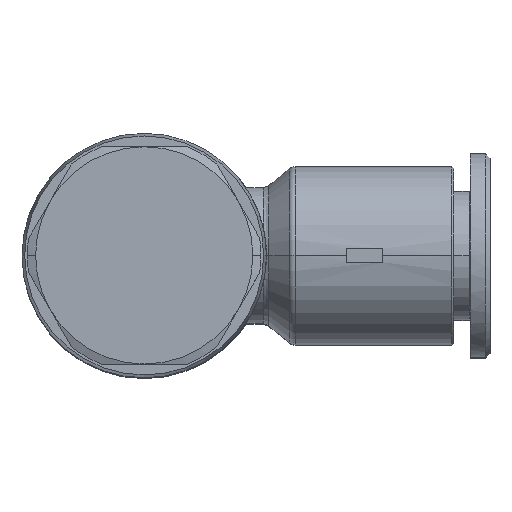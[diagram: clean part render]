
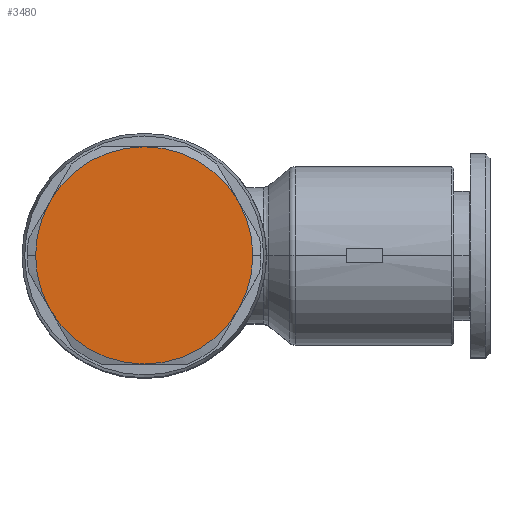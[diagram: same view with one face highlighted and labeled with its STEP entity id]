
A CAD part, top view. The second image highlights one B-rep face of the part: STEP entity #3480.
In plain terms, the highlighted planar face has unit normal (0, 0, 1).
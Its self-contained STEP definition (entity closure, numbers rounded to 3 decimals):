
#2404=CARTESIAN_POINT('',(25.3,0.,15.1));
#2405=VERTEX_POINT('',#2404);
#2412=CARTESIAN_POINT('',(23.692,-6.,15.1));
#2413=VERTEX_POINT('',#2412);
#2414=CARTESIAN_POINT('',(13.3,0.,15.1));
#2415=DIRECTION('',(0.0,0.0,1.0));
#2416=DIRECTION('',(-1.0,0.0,0.0));
#2417=AXIS2_PLACEMENT_3D('',#2414,#2415,#2416);
#2418=CIRCLE('',#2417,12.);
#2419=EDGE_CURVE('',#2413,#2405,#2418,.T.);
#2443=CARTESIAN_POINT('',(1.3,0.,15.1));
#2444=VERTEX_POINT('',#2443);
#2452=CARTESIAN_POINT('',(2.908,-6.,15.1));
#2453=VERTEX_POINT('',#2452);
#2467=CARTESIAN_POINT('',(13.3,0.,15.1));
#2468=DIRECTION('',(0.0,0.0,1.0));
#2469=DIRECTION('',(-1.0,0.0,0.0));
#2470=AXIS2_PLACEMENT_3D('',#2467,#2468,#2469);
#2471=CIRCLE('',#2470,12.);
#2472=EDGE_CURVE('',#2444,#2453,#2471,.T.);
#2894=CARTESIAN_POINT('',(13.3,-12.,15.1));
#2895=VERTEX_POINT('',#2894);
#2931=CARTESIAN_POINT('',(13.3,0.,15.1));
#2932=DIRECTION('',(0.0,0.0,1.0));
#2933=DIRECTION('',(-1.0,0.0,0.0));
#2934=AXIS2_PLACEMENT_3D('',#2931,#2932,#2933);
#2935=CIRCLE('',#2934,12.);
#2936=EDGE_CURVE('',#2895,#2413,#2935,.T.);
#2983=CARTESIAN_POINT('',(13.3,0.,15.1));
#2984=DIRECTION('',(0.0,0.0,1.0));
#2985=DIRECTION('',(-1.0,0.0,0.0));
#2986=AXIS2_PLACEMENT_3D('',#2983,#2984,#2985);
#2987=CIRCLE('',#2986,12.);
#2988=EDGE_CURVE('',#2453,#2895,#2987,.T.);
#2999=CARTESIAN_POINT('',(2.908,6.,15.1));
#3000=VERTEX_POINT('',#2999);
#3001=CARTESIAN_POINT('',(13.3,0.,15.1));
#3002=DIRECTION('',(0.0,0.0,1.0));
#3003=DIRECTION('',(-1.0,0.0,0.0));
#3004=AXIS2_PLACEMENT_3D('',#3001,#3002,#3003);
#3005=CIRCLE('',#3004,12.);
#3006=EDGE_CURVE('',#3000,#2444,#3005,.T.);
#3053=CARTESIAN_POINT('',(13.3,12.0,15.1));
#3054=VERTEX_POINT('',#3053);
#3055=CARTESIAN_POINT('',(13.3,0.,15.1));
#3056=DIRECTION('',(0.0,0.0,1.0));
#3057=DIRECTION('',(-1.0,0.0,0.0));
#3058=AXIS2_PLACEMENT_3D('',#3055,#3056,#3057);
#3059=CIRCLE('',#3058,12.);
#3060=EDGE_CURVE('',#3054,#3000,#3059,.T.);
#3107=CARTESIAN_POINT('',(23.692,6.,15.1));
#3108=VERTEX_POINT('',#3107);
#3109=CARTESIAN_POINT('',(13.3,0.,15.1));
#3110=DIRECTION('',(0.0,0.0,1.0));
#3111=DIRECTION('',(-1.0,0.0,0.0));
#3112=AXIS2_PLACEMENT_3D('',#3109,#3110,#3111);
#3113=CIRCLE('',#3112,12.);
#3114=EDGE_CURVE('',#3108,#3054,#3113,.T.);
#3169=CARTESIAN_POINT('',(13.3,0.,15.1));
#3170=DIRECTION('',(0.0,0.0,1.0));
#3171=DIRECTION('',(-1.0,0.0,0.0));
#3172=AXIS2_PLACEMENT_3D('',#3169,#3170,#3171);
#3173=CIRCLE('',#3172,12.);
#3174=EDGE_CURVE('',#2405,#3108,#3173,.T.);
#3465=CARTESIAN_POINT('',(13.3,0.,15.1));
#3466=DIRECTION('',(0.0,0.0,1.0));
#3467=DIRECTION('',(-1.0,0.0,0.0));
#3468=AXIS2_PLACEMENT_3D('',#3465,#3466,#3467);
#3469=PLANE('',#3468);
#3470=ORIENTED_EDGE('',*,*,#2419,.T.);
#3471=ORIENTED_EDGE('',*,*,#3174,.T.);
#3472=ORIENTED_EDGE('',*,*,#3114,.T.);
#3473=ORIENTED_EDGE('',*,*,#3060,.T.);
#3474=ORIENTED_EDGE('',*,*,#3006,.T.);
#3475=ORIENTED_EDGE('',*,*,#2472,.T.);
#3476=ORIENTED_EDGE('',*,*,#2988,.T.);
#3477=ORIENTED_EDGE('',*,*,#2936,.T.);
#3478=EDGE_LOOP('',(#3470,#3471,#3472,#3473,#3474,#3475,#3476,#3477));
#3479=FACE_OUTER_BOUND('',#3478,.T.);
#3480=ADVANCED_FACE('',(#3479),#3469,.T.);
